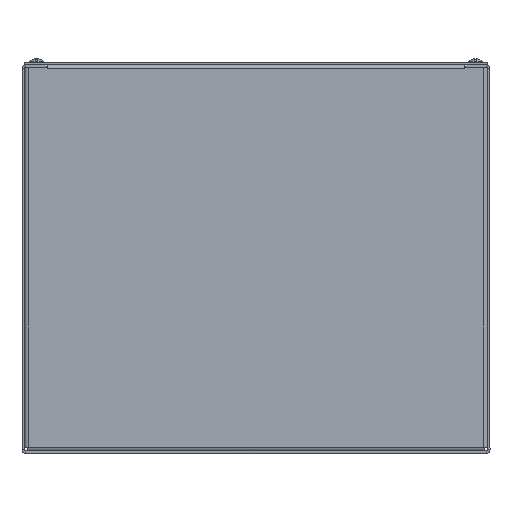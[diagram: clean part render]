
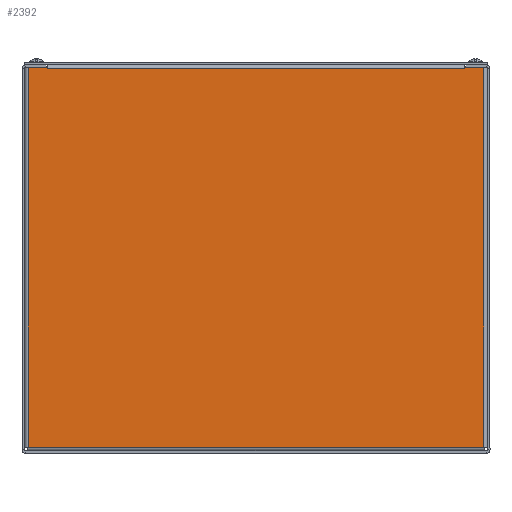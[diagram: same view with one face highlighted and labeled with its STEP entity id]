
A CAD part, front view. The second image highlights one B-rep face of the part: STEP entity #2392.
In plain terms, the highlighted face is planar.
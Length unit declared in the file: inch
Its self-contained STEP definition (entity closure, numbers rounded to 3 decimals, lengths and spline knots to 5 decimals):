
#141=PLANE($,#2579);
#250=LINE($,#3583,#454);
#265=LINE($,#3619,#469);
#268=LINE($,#3626,#472);
#272=LINE($,#3633,#476);
#274=LINE($,#3637,#478);
#275=LINE($,#3639,#479);
#276=LINE($,#3641,#480);
#277=LINE($,#3643,#481);
#278=LINE($,#3645,#482);
#279=LINE($,#3647,#483);
#280=LINE($,#3649,#484);
#281=LINE($,#3650,#485);
#454=VECTOR($,#2939,10.8125);
#469=VECTOR($,#2978,0.0002);
#472=VECTOR($,#2983,0.03145);
#476=VECTOR($,#2989,0.0002);
#478=VECTOR($,#2993,0.0002);
#479=VECTOR($,#2994,0.0002);
#480=VECTOR($,#2995,0.03145);
#481=VECTOR($,#2996,0.4998);
#482=VECTOR($,#2997,9.84375);
#483=VECTOR($,#2998,11.8125);
#484=VECTOR($,#2999,9.84375);
#485=VECTOR($,#3000,0.4998);
#695=FACE_OUTER_BOUND($,#857,.T.);
#857=EDGE_LOOP($,(#1780,#1781,#1782,#1783,#1784,#1785,#1786,#1787,#1788,
#1789,#1790,#1791));
#1092=VERTEX_POINT($,#3580);
#1093=VERTEX_POINT($,#3582);
#1102=VERTEX_POINT($,#3618);
#1104=VERTEX_POINT($,#3624);
#1105=VERTEX_POINT($,#3625);
#1108=VERTEX_POINT($,#3636);
#1109=VERTEX_POINT($,#3638);
#1110=VERTEX_POINT($,#3640);
#1111=VERTEX_POINT($,#3642);
#1112=VERTEX_POINT($,#3644);
#1113=VERTEX_POINT($,#3646);
#1114=VERTEX_POINT($,#3648);
#1325=EDGE_CURVE($,#1093,#1092,#250,.T.);
#1343=EDGE_CURVE($,#1102,#1093,#265,.T.);
#1346=EDGE_CURVE($,#1104,#1105,#268,.T.);
#1350=EDGE_CURVE($,#1105,#1102,#272,.T.);
#1352=EDGE_CURVE($,#1092,#1108,#274,.T.);
#1353=EDGE_CURVE($,#1108,#1109,#275,.T.);
#1354=EDGE_CURVE($,#1109,#1110,#276,.T.);
#1355=EDGE_CURVE($,#1111,#1110,#277,.T.);
#1356=EDGE_CURVE($,#1111,#1112,#278,.T.);
#1357=EDGE_CURVE($,#1112,#1113,#279,.T.);
#1358=EDGE_CURVE($,#1113,#1114,#280,.T.);
#1359=EDGE_CURVE($,#1104,#1114,#281,.T.);
#1780=ORIENTED_EDGE($,*,*,#1346,.T.);
#1781=ORIENTED_EDGE($,*,*,#1350,.T.);
#1782=ORIENTED_EDGE($,*,*,#1343,.T.);
#1783=ORIENTED_EDGE($,*,*,#1325,.T.);
#1784=ORIENTED_EDGE($,*,*,#1352,.T.);
#1785=ORIENTED_EDGE($,*,*,#1353,.T.);
#1786=ORIENTED_EDGE($,*,*,#1354,.T.);
#1787=ORIENTED_EDGE($,*,*,#1355,.F.);
#1788=ORIENTED_EDGE($,*,*,#1356,.T.);
#1789=ORIENTED_EDGE($,*,*,#1357,.T.);
#1790=ORIENTED_EDGE($,*,*,#1358,.T.);
#1791=ORIENTED_EDGE($,*,*,#1359,.F.);
#2392=ADVANCED_FACE($,(#695),#141,.F.);
#2579=AXIS2_PLACEMENT_3D($,#3635,#2991,#2992);
#2939=DIRECTION($,(1.,0.,0.));
#2978=DIRECTION($,(0.,1.,0.));
#2983=DIRECTION($,(0.,-1.,0.));
#2989=DIRECTION($,(1.,0.,0.));
#2991=DIRECTION('center_axis',(0.,0.,1.));
#2992=DIRECTION('ref_axis',(1.,0.,0.));
#2993=DIRECTION($,(0.,-1.,0.));
#2994=DIRECTION($,(1.,0.,0.));
#2995=DIRECTION($,(0.,1.,0.));
#2996=DIRECTION($,(-1.,0.,0.));
#2997=DIRECTION($,(0.,-1.,0.));
#2998=DIRECTION($,(-1.,0.,0.));
#2999=DIRECTION($,(0.,1.,0.));
#3000=DIRECTION($,(-1.,0.,0.));
#3580=CARTESIAN_POINT('',(11.40625,9.90625,0.));
#3582=CARTESIAN_POINT('',(0.59375,9.90625,0.));
#3583=CARTESIAN_POINT($,(3.29688,9.90625,0.));
#3618=CARTESIAN_POINT('',(0.59375,9.90605,0.));
#3619=CARTESIAN_POINT($,(0.59375,7.4374,0.));
#3624=CARTESIAN_POINT('',(0.59355,9.9375,0.));
#3625=CARTESIAN_POINT('',(0.59355,9.90605,0.));
#3626=CARTESIAN_POINT($,(0.59355,7.45313,0.));
#3633=CARTESIAN_POINT($,(3.29678,9.90605,0.));
#3635=CARTESIAN_POINT('Origin',(6.,4.96875,0.));
#3636=CARTESIAN_POINT('',(11.40625,9.90605,0.));
#3637=CARTESIAN_POINT($,(11.40625,7.45313,0.));
#3638=CARTESIAN_POINT('',(11.40645,9.90605,0.));
#3639=CARTESIAN_POINT($,(8.70313,9.90605,0.));
#3640=CARTESIAN_POINT('',(11.40645,9.9375,0.));
#3641=CARTESIAN_POINT($,(11.40645,7.4374,0.));
#3642=CARTESIAN_POINT('',(11.90625,9.9375,0.));
#3643=CARTESIAN_POINT($,(12.,9.9375,0.));
#3644=CARTESIAN_POINT('',(11.90625,0.09375,0.));
#3645=CARTESIAN_POINT($,(11.90625,7.45313,0.));
#3646=CARTESIAN_POINT('',(0.09375,0.09375,0.));
#3647=CARTESIAN_POINT($,(8.95313,0.09375,0.));
#3648=CARTESIAN_POINT('',(0.09375,9.9375,0.));
#3649=CARTESIAN_POINT($,(0.09375,2.53125,0.));
#3650=CARTESIAN_POINT($,(12.,9.9375,0.));
